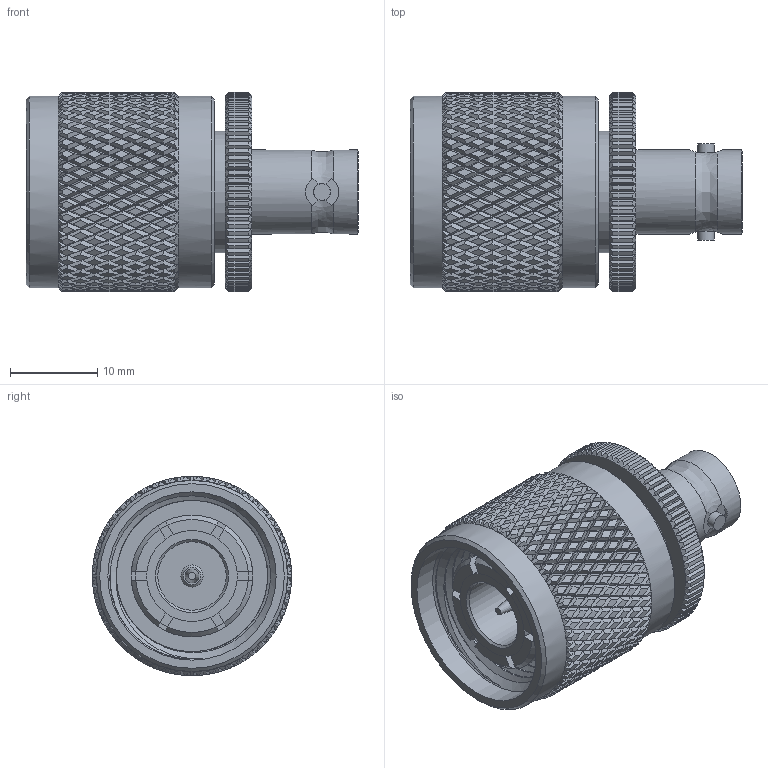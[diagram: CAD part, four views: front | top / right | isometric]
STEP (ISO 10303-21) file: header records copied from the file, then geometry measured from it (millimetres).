
FILE_DESCRIPTION (( 'STEP AP203' ), '1' );
FILE_NAME ('PE9264_3D.step', '2021-04-26T15:25:24', ( '' ), ( '' ), 'SwSTEP 2.0', 'SolidWorks 2020', '' );
FILE_SCHEMA (( 'CONFIG_CONTROL_DESIGN' ));
Products named in the file (1): PE9264_3D
Bounding box: 38.1 x 22.86 x 22.86 mm (x, y, z)
Volume: 7298.8 mm3; surface area: 7216.1 mm2
Topology: 1 solids, 1 shells, 3074 faces, 7257 edges, 4723 vertices
Faces by surface type: bspline 1925, cylinder 547, cone 377, plane 225
Full cylindrical faces by diameter (mm): 1.295 x1, 1.593 x1, 1.918 x2, 2.159 x1, 2.337 x1, 2.54 x1, 4.724 x1, 7.239 x1, 7.874 x1, 9.652 x2, 12.954 x1, 13.97 x2, 19.304 x1, 20.415 x1, 21.939 x1
Entity records: 131767 total; most frequent: CARTESIAN_POINT 83873, ORIENTED_EDGE 14416, EDGE_CURVE 7208, VERTEX_POINT 4708, DIRECTION 4096, EDGE_LOOP 3646, FACE_OUTER_BOUND 3092, ADVANCED_FACE 3074
